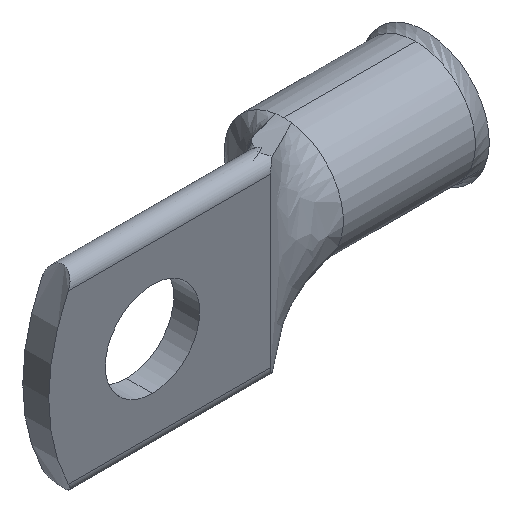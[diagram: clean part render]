
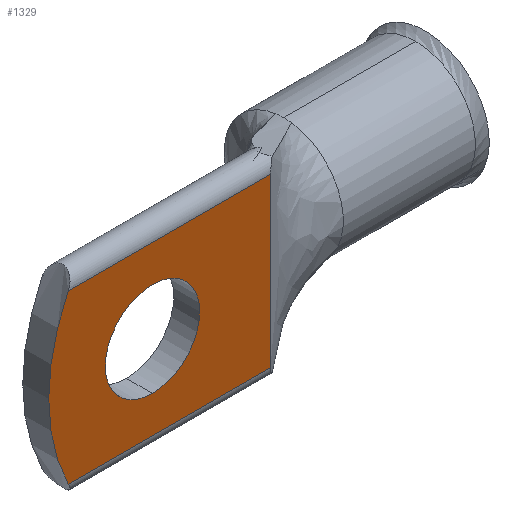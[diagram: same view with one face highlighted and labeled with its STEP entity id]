
A CAD part, isometric view. The second image highlights one B-rep face of the part: STEP entity #1329.
In plain terms, the highlighted planar face has unit normal (0, -1, 0).
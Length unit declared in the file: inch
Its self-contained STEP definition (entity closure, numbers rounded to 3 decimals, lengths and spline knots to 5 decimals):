
#68 = LINE ( 'NONE', #2153, #3459 ) ;
#193 = VERTEX_POINT ( 'NONE', #1464 ) ;
#210 = DIRECTION ( 'NONE',  ( 0., -1., 0. ) ) ;
#338 = VERTEX_POINT ( 'NONE', #3859 ) ;
#350 = DIRECTION ( 'NONE',  ( 1., 0., 0. ) ) ;
#781 = CARTESIAN_POINT ( 'NONE',  ( 0.3284, -0.055, 0. ) ) ;
#868 = DIRECTION ( 'NONE',  ( 0., 0., 1. ) ) ;
#926 = EDGE_CURVE ( 'NONE', #953, #3755, #4210, .T. ) ;
#953 = VERTEX_POINT ( 'NONE', #3642 ) ;
#1068 = CIRCLE ( 'NONE', #4511, 0.2 ) ;
#1215 = PLANE ( 'NONE',  #1359 ) ;
#1239 = CARTESIAN_POINT ( 'NONE',  ( -0.03, -0.055, 0. ) ) ;
#1243 = VERTEX_POINT ( 'NONE', #4431 ) ;
#1265 = ORIENTED_EDGE ( 'NONE', *, *, #2077, .F. ) ;
#1303 = DIRECTION ( 'NONE',  ( 0., 0., -1. ) ) ;
#1329 = ADVANCED_FACE ( 'NONE', ( #4168, #2647 ), #1215, .T. ) ;
#1357 = EDGE_CURVE ( 'NONE', #1243, #2743, #3995, .T. ) ;
#1359 = AXIS2_PLACEMENT_3D ( 'NONE', #2315, #210, #1303 ) ;
#1464 = CARTESIAN_POINT ( 'NONE',  ( 0.47, -0.055, 0.355 ) ) ;
#1492 = CARTESIAN_POINT ( 'NONE',  ( -0.03, -0.055, 0. ) ) ;
#1564 = DIRECTION ( 'NONE',  ( 0., -1., 0. ) ) ;
#1653 = VECTOR ( 'NONE', #2754, 39.37008 ) ;
#1691 = LINE ( 'NONE', #3127, #1653 ) ;
#1850 = DIRECTION ( 'NONE',  ( 0., 0., -1. ) ) ;
#1956 = AXIS2_PLACEMENT_3D ( 'NONE', #1239, #1564, #3084 ) ;
#1967 = AXIS2_PLACEMENT_3D ( 'NONE', #781, #2913, #1850 ) ;
#2077 = EDGE_CURVE ( 'NONE', #2743, #1243, #1068, .T. ) ;
#2133 = ORIENTED_EDGE ( 'NONE', *, *, #926, .T. ) ;
#2153 = CARTESIAN_POINT ( 'NONE',  ( 0.3284, -0.055, -0.355 ) ) ;
#2315 = CARTESIAN_POINT ( 'NONE',  ( 0.3284, -0.055, 0. ) ) ;
#2401 = CARTESIAN_POINT ( 'NONE',  ( 0.47, -0.055, 0. ) ) ;
#2517 = EDGE_LOOP ( 'NONE', ( #3224, #1265 ) ) ;
#2647 = FACE_OUTER_BOUND ( 'NONE', #3044, .T. ) ;
#2743 = VERTEX_POINT ( 'NONE', #2919 ) ;
#2754 = DIRECTION ( 'NONE',  ( -1., 0., 0. ) ) ;
#2913 = DIRECTION ( 'NONE',  ( 0., -1., 0. ) ) ;
#2919 = CARTESIAN_POINT ( 'NONE',  ( -0.03, -0.055, -0.2 ) ) ;
#2925 = DIRECTION ( 'NONE',  ( 0., 0., -1. ) ) ;
#3044 = EDGE_LOOP ( 'NONE', ( #2133, #3602, #3047, #4434 ) ) ;
#3047 = ORIENTED_EDGE ( 'NONE', *, *, #3507, .T. ) ;
#3084 = DIRECTION ( 'NONE',  ( 0., 0., -1. ) ) ;
#3127 = CARTESIAN_POINT ( 'NONE',  ( -0.38673, -0.055, 0.355 ) ) ;
#3224 = ORIENTED_EDGE ( 'NONE', *, *, #1357, .F. ) ;
#3459 = VECTOR ( 'NONE', #350, 39.37008 ) ;
#3461 = LINE ( 'NONE', #2401, #3689 ) ;
#3507 = EDGE_CURVE ( 'NONE', #338, #193, #3461, .T. ) ;
#3602 = ORIENTED_EDGE ( 'NONE', *, *, #3885, .T. ) ;
#3636 = EDGE_CURVE ( 'NONE', #193, #953, #1691, .T. ) ;
#3642 = CARTESIAN_POINT ( 'NONE',  ( -0.38673, -0.055, 0.355 ) ) ;
#3689 = VECTOR ( 'NONE', #868, 39.37008 ) ;
#3755 = VERTEX_POINT ( 'NONE', #4636 ) ;
#3859 = CARTESIAN_POINT ( 'NONE',  ( 0.47, -0.055, -0.355 ) ) ;
#3885 = EDGE_CURVE ( 'NONE', #3755, #338, #68, .T. ) ;
#3995 = CIRCLE ( 'NONE', #1956, 0.2 ) ;
#4011 = DIRECTION ( 'NONE',  ( 0., -1., 0. ) ) ;
#4168 = FACE_BOUND ( 'NONE', #2517, .T. ) ;
#4210 = CIRCLE ( 'NONE', #1967, 0.7984 ) ;
#4431 = CARTESIAN_POINT ( 'NONE',  ( -0.03, -0.055, 0.2 ) ) ;
#4434 = ORIENTED_EDGE ( 'NONE', *, *, #3636, .T. ) ;
#4511 = AXIS2_PLACEMENT_3D ( 'NONE', #1492, #4011, #2925 ) ;
#4636 = CARTESIAN_POINT ( 'NONE',  ( -0.38673, -0.055, -0.355 ) ) ;
